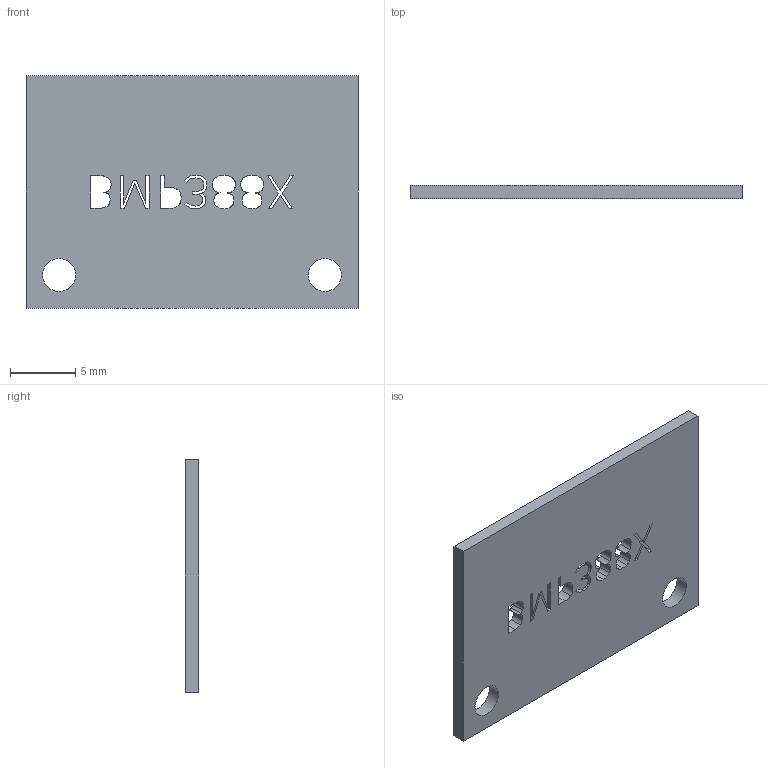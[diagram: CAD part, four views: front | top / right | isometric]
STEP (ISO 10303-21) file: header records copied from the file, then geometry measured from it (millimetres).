
FILE_DESCRIPTION(/* description */ (''),/* implementation_level */ '2;1');
FILE_NAME(/* name */ 'new_bmp_388 v2.step',/* time_stamp */ '2023-09-28T23:15:10-04:00',/* author */ (''),/* organization */ (''),/* preprocessor_version */ 'ST-DEVELOPER v20',/* originating_system */ 'Autodesk Translation Framework v12.14.0.127',/* authorisation */ '');
FILE_SCHEMA (('AUTOMOTIVE_DESIGN { 1 0 10303 214 3 1 1 }'));
Length unit declared in the file: millimetre
Products named in the file (1): new_bmp_388
Bounding box: 25.4 x 1 x 17.78 mm (x, y, z)
Volume: 423.8 mm3; surface area: 1025.5 mm2
Topology: 1 solids, 1 shells, 146 faces, 444 edges, 294 vertices
Faces by surface type: bspline 81, plane 63, cylinder 2
Full cylindrical faces by diameter (mm): 2.54 x2
Entity records: 5807 total; most frequent: CARTESIAN_POINT 2392, ORIENTED_EDGE 864, EDGE_CURVE 432, DIRECTION 406, VERTEX_POINT 288, LINE 266, VECTOR 266, EDGE_LOOP 164
